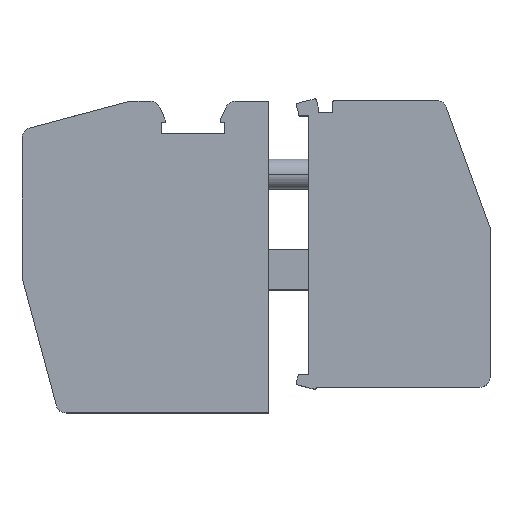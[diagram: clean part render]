
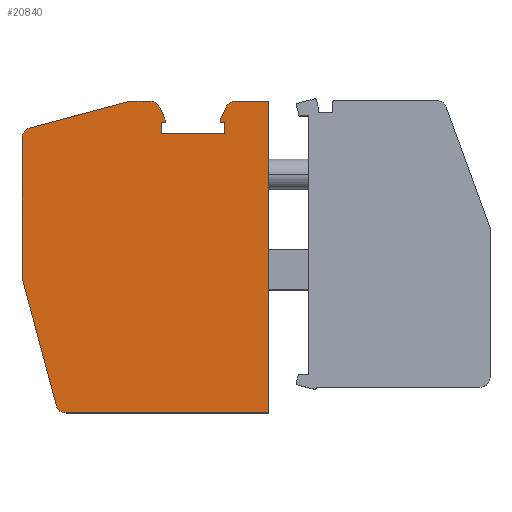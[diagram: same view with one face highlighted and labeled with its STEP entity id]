
A CAD part, top view. The second image highlights one B-rep face of the part: STEP entity #20840.
In plain terms, the highlighted planar face has unit normal (0, 0, 1).
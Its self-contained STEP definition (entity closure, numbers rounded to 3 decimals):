
#250=CARTESIAN_POINT('',(8.7,31.,10.1));
#260=VERTEX_POINT('',#250);
#310=CARTESIAN_POINT('',(28.5,36.305,10.1));
#320=DIRECTION('',(0.966,0.259,0.));
#330=VECTOR('',#320,1.);
#340=LINE('',#310,#330);
#350=CARTESIAN_POINT('',(-1.259,28.332,10.1));
#360=VERTEX_POINT('',#350);
#370=EDGE_CURVE('',#360,#260,#340,.T.);
#740=CARTESIAN_POINT('',(12.275,29.065,10.1));
#750=VERTEX_POINT('',#740);
#780=CARTESIAN_POINT('',(12.105,29.065,10.1));
#790=DIRECTION('',(0.,0.,1.));
#800=DIRECTION('',(1.,0.,0.));
#810=AXIS2_PLACEMENT_3D('',#780,#790,#800);
#820=CIRCLE('',#810,0.17);
#830=CARTESIAN_POINT('',(12.261,29.133,10.1));
#840=VERTEX_POINT('',#830);
#850=EDGE_CURVE('',#750,#840,#820,.T.);
#2150=CARTESIAN_POINT('',(22.5,31.,10.1));
#2160=VERTEX_POINT('',#2150);
#2310=CARTESIAN_POINT('',(22.5,0.,10.1));
#2320=VERTEX_POINT('',#2310);
#2350=CARTESIAN_POINT('',(22.5,-27.95,10.1));
#2360=DIRECTION('',(0.,-1.,0.));
#2370=VECTOR('',#2360,1.);
#2380=LINE('',#2350,#2370);
#2390=EDGE_CURVE('',#2160,#2320,#2380,.T.);
#14220=CARTESIAN_POINT('',(2.385,0.,10.1));
#14230=VERTEX_POINT('',#14220);
#14260=CARTESIAN_POINT('',(28.5,0.,10.1));
#14270=DIRECTION('',(1.,0.,0.));
#14280=VECTOR('',#14270,1.);
#14290=LINE('',#14260,#14280);
#14300=EDGE_CURVE('',#14230,#2320,#14290,.T.);
#15900=CARTESIAN_POINT('',(37.346,-27.95,10.1));
#15910=DIRECTION('',(0.402,-0.915,0.));
#15920=VECTOR('',#15910,1.);
#15930=LINE('',#15900,#15920);
#15940=CARTESIAN_POINT('',(11.703,30.402,10.1));
#15950=VERTEX_POINT('',#15940);
#15960=EDGE_CURVE('',#15950,#840,#15930,.T.);
#16200=CARTESIAN_POINT('',(10.788,30.,10.1));
#16210=DIRECTION('',(0.,0.,1.));
#16220=DIRECTION('',(1.,0.,0.));
#16230=AXIS2_PLACEMENT_3D('',#16200,#16210,#16220);
#16240=CIRCLE('',#16230,1.);
#16250=CARTESIAN_POINT('',(10.788,31.,10.1));
#16260=VERTEX_POINT('',#16250);
#16270=EDGE_CURVE('',#15950,#16260,#16240,.T.);
#16530=CARTESIAN_POINT('',(28.5,31.,10.1));
#16540=DIRECTION('',(1.,0.,0.));
#16550=VECTOR('',#16540,1.);
#16560=LINE('',#16530,#16550);
#16570=EDGE_CURVE('',#260,#16260,#16560,.T.);
#16760=CARTESIAN_POINT('',(28.5,31.,10.1));
#16770=DIRECTION('',(1.,0.,0.));
#16780=VECTOR('',#16770,1.);
#16790=LINE('',#16760,#16780);
#16800=CARTESIAN_POINT('',(19.213,31.,10.1));
#16810=VERTEX_POINT('',#16800);
#16820=EDGE_CURVE('',#16810,#2160,#16790,.T.);
#17080=CARTESIAN_POINT('',(19.213,30.,10.1));
#17090=DIRECTION('',(0.,0.,1.));
#17100=DIRECTION('',(1.,0.,0.));
#17110=AXIS2_PLACEMENT_3D('',#17080,#17090,#17100);
#17120=CIRCLE('',#17110,1.);
#17130=CARTESIAN_POINT('',(18.297,30.402,10.1));
#17140=VERTEX_POINT('',#17130);
#17150=EDGE_CURVE('',#16810,#17140,#17120,.T.);
#17400=CARTESIAN_POINT('',(-7.346,-27.95,10.1));
#17410=DIRECTION('',(0.402,0.915,0.));
#17420=VECTOR('',#17410,1.);
#17430=LINE('',#17400,#17420);
#17440=CARTESIAN_POINT('',(17.739,29.133,10.1));
#17450=VERTEX_POINT('',#17440);
#17460=EDGE_CURVE('',#17450,#17140,#17430,.T.);
#17740=CARTESIAN_POINT('',(18.163,28.895,10.1));
#17750=VERTEX_POINT('',#17740);
#17780=CARTESIAN_POINT('',(18.163,-27.95,10.1));
#17790=DIRECTION('',(0.,-1.,0.));
#17800=VECTOR('',#17790,1.);
#17810=LINE('',#17780,#17800);
#17820=CARTESIAN_POINT('',(18.163,27.825,10.1));
#17830=VERTEX_POINT('',#17820);
#17840=EDGE_CURVE('',#17750,#17830,#17810,.T.);
#18090=CARTESIAN_POINT('',(28.5,27.825,10.1));
#18100=DIRECTION('',(1.,0.,0.));
#18110=VECTOR('',#18100,1.);
#18120=LINE('',#18090,#18110);
#18130=CARTESIAN_POINT('',(11.838,27.825,10.1));
#18140=VERTEX_POINT('',#18130);
#18150=EDGE_CURVE('',#18140,#17830,#18120,.T.);
#18390=CARTESIAN_POINT('',(11.838,-27.95,10.1));
#18400=DIRECTION('',(0.,-1.,0.));
#18410=VECTOR('',#18400,1.);
#18420=LINE('',#18390,#18410);
#18430=CARTESIAN_POINT('',(11.838,28.895,10.1));
#18440=VERTEX_POINT('',#18430);
#18450=EDGE_CURVE('',#18440,#18140,#18420,.T.);
#18700=CARTESIAN_POINT('',(28.5,28.895,10.1));
#18710=DIRECTION('',(1.,0.,0.));
#18720=VECTOR('',#18710,1.);
#18730=LINE('',#18700,#18720);
#18740=CARTESIAN_POINT('',(12.105,28.895,10.1));
#18750=VERTEX_POINT('',#18740);
#18760=EDGE_CURVE('',#18440,#18750,#18730,.T.);
#19050=CARTESIAN_POINT('',(17.895,28.895,10.1));
#19060=VERTEX_POINT('',#19050);
#19090=CARTESIAN_POINT('',(28.5,28.895,10.1));
#19100=DIRECTION('',(-1.,0.,0.));
#19110=VECTOR('',#19100,1.);
#19120=LINE('',#19090,#19110);
#19130=EDGE_CURVE('',#17750,#19060,#19120,.T.);
#19480=CARTESIAN_POINT('',(1.419,0.741,10.1));
#19490=VERTEX_POINT('',#19480);
#19520=CARTESIAN_POINT('',(2.385,1.,10.1));
#19530=DIRECTION('',(0.,0.,1.));
#19540=DIRECTION('',(1.,0.,0.));
#19550=AXIS2_PLACEMENT_3D('',#19520,#19530,#19540);
#19560=CIRCLE('',#19550,1.);
#19570=EDGE_CURVE('',#19490,#14230,#19560,.T.);
#19730=CARTESIAN_POINT('',(17.725,29.065,10.1));
#19740=VERTEX_POINT('',#19730);
#19770=CARTESIAN_POINT('',(17.895,29.065,10.1));
#19780=DIRECTION('',(0.,0.,1.));
#19790=DIRECTION('',(1.,0.,0.));
#19800=AXIS2_PLACEMENT_3D('',#19770,#19780,#19790);
#19810=CIRCLE('',#19800,0.17);
#19820=EDGE_CURVE('',#19740,#19060,#19810,.T.);
#20330=CARTESIAN_POINT('',(28.5,28.134,10.1));
#20340=DIRECTION('',(-0.,0.,1.));
#20350=DIRECTION('',(0.,-1.,0.));
#20360=AXIS2_PLACEMENT_3D('',#20330,#20340,#20350);
#20370=PLANE('',#20360);
#20380=ORIENTED_EDGE('',*,*,#14300,.T.);
#20390=ORIENTED_EDGE('',*,*,#19570,.T.);
#20400=CARTESIAN_POINT('',(9.106,-27.95,10.1));
#20410=DIRECTION('',(-0.259,0.966,0.));
#20420=VECTOR('',#20410,1.);
#20430=LINE('',#20400,#20420);
#20440=CARTESIAN_POINT('',(-2.,13.5,10.1));
#20450=VERTEX_POINT('',#20440);
#20460=EDGE_CURVE('',#19490,#20450,#20430,.T.);
#20470=ORIENTED_EDGE('',*,*,#20460,.F.);
#20480=CARTESIAN_POINT('',(-2.,-27.95,10.1));
#20490=DIRECTION('',(0.,1.,0.));
#20500=VECTOR('',#20490,1.);
#20510=LINE('',#20480,#20500);
#20520=CARTESIAN_POINT('',(-2.,27.366,10.1));
#20530=VERTEX_POINT('',#20520);
#20540=EDGE_CURVE('',#20450,#20530,#20510,.T.);
#20550=ORIENTED_EDGE('',*,*,#20540,.F.);
#20560=CARTESIAN_POINT('',(-1.,27.366,10.1));
#20570=DIRECTION('',(0.,0.,1.));
#20580=DIRECTION('',(1.,0.,0.));
#20590=AXIS2_PLACEMENT_3D('',#20560,#20570,#20580);
#20600=CIRCLE('',#20590,1.);
#20610=EDGE_CURVE('',#360,#20530,#20600,.T.);
#20620=ORIENTED_EDGE('',*,*,#20610,.T.);
#20630=ORIENTED_EDGE('',*,*,#370,.F.);
#20640=ORIENTED_EDGE('',*,*,#16570,.F.);
#20650=ORIENTED_EDGE('',*,*,#16270,.T.);
#20660=ORIENTED_EDGE('',*,*,#15960,.F.);
#20670=ORIENTED_EDGE('',*,*,#850,.T.);
#20680=EDGE_CURVE('',#18750,#750,#820,.T.);
#20690=ORIENTED_EDGE('',*,*,#20680,.T.);
#20700=ORIENTED_EDGE('',*,*,#18760,.T.);
#20710=ORIENTED_EDGE('',*,*,#18450,.F.);
#20720=ORIENTED_EDGE('',*,*,#18150,.F.);
#20730=ORIENTED_EDGE('',*,*,#17840,.T.);
#20740=ORIENTED_EDGE('',*,*,#19130,.F.);
#20750=ORIENTED_EDGE('',*,*,#19820,.T.);
#20760=EDGE_CURVE('',#17450,#19740,#19810,.T.);
#20770=ORIENTED_EDGE('',*,*,#20760,.T.);
#20780=ORIENTED_EDGE('',*,*,#17460,.F.);
#20790=ORIENTED_EDGE('',*,*,#17150,.T.);
#20800=ORIENTED_EDGE('',*,*,#16820,.F.);
#20810=ORIENTED_EDGE('',*,*,#2390,.F.);
#20820=EDGE_LOOP('',(#20810,#20800,#20790,#20780,#20770,#20750,#20740,
#20730,#20720,#20710,#20700,#20690,#20670,#20660,#20650,#20640,#20630,
#20620,#20550,#20470,#20390,#20380));
#20830=FACE_OUTER_BOUND('',#20820,.T.);
#20840=ADVANCED_FACE('',(#20830),#20370,.T.);
